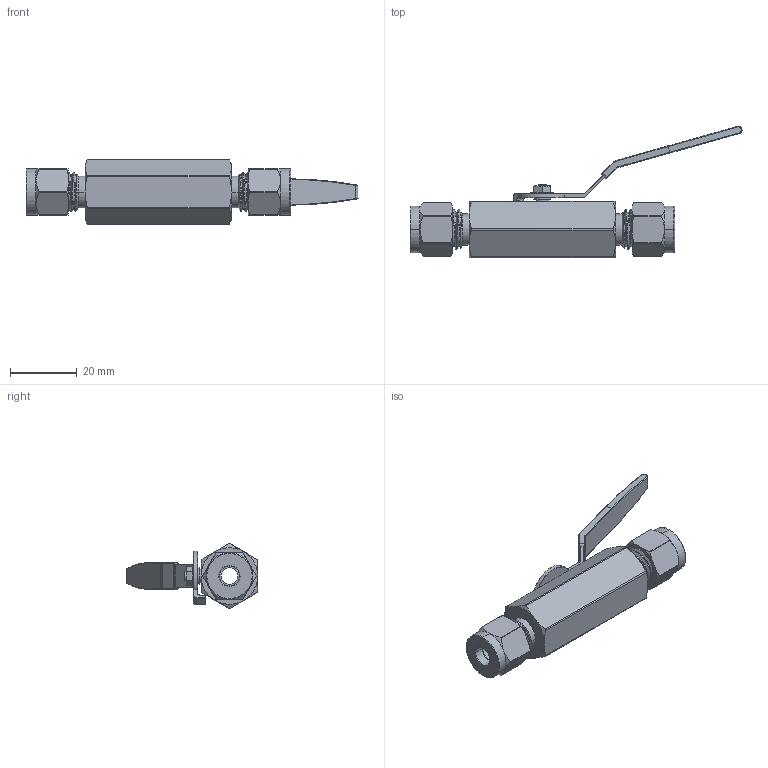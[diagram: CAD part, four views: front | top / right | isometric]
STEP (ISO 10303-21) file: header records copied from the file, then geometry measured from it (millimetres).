
FILE_DESCRIPTION((''),'2;1');
FILE_NAME('001_110_SERIES_MASTER_ASM','2025-07-08T15:31:31',('Administrator'),(''),'CREO PARAMETRIC BY PTC INC, 2020414','CREO PARAMETRIC BY PTC INC, 2020414','');
FILE_SCHEMA(('AUTOMOTIVE_DESIGN { 1 0 10303 214 1 1 1 1 }'));
Length unit declared in the file: millimetre
Products named in the file (7): BVH-6M-BODY; BVH-6M-NUT; BVH-6M-BACK_FERRULE; BVH-6M-FRONT_FERRULE; BVH-6M-LEVER-HANDLE; BVH-6M-WASHER-NUT; 001_110_SERIES_MASTER_ASM
Assembly tree (9 placements, depth 2):
  001_110_SERIES_MASTER_ASM
    BVH-6M-BODY
    BVH-6M-NUT  x2
    BVH-6M-BACK_FERRULE  x2
    BVH-6M-FRONT_FERRULE  x2
    BVH-6M-LEVER-HANDLE
    BVH-6M-WASHER-NUT
Bounding box: 99.75 x 39.5 x 19.47 mm (x, y, z)
Volume: 15051.1 mm3; surface area: 10519.6 mm2
Topology: 9 solids, 9 shells, 418 faces, 1008 edges, 652 vertices
Faces by surface type: cylinder 148, cone 88, torus 84, plane 70, bspline 26, sphere 2
Entity records: 15660 total; most frequent: CARTESIAN_POINT 7508, DIRECTION 1541, ORIENTED_EDGE 1498, EDGE_CURVE 749, AXIS2_PLACEMENT_3D 646, VERTEX_POINT 448, EDGE_LOOP 341, FACE_OUTER_BOUND 322
